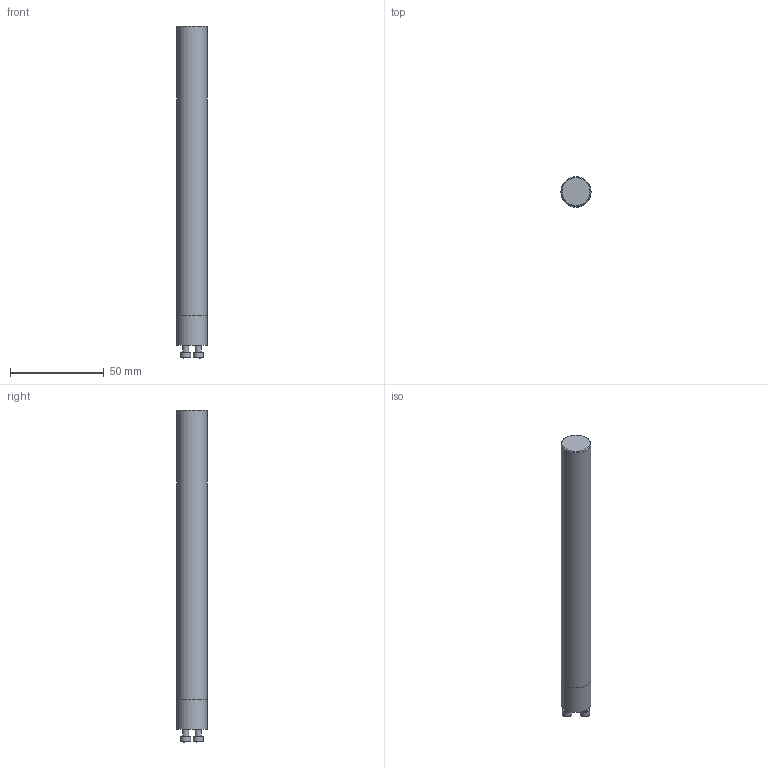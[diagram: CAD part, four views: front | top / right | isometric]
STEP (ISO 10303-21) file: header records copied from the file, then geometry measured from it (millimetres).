
FILE_DESCRIPTION(/* description */ (''),/* implementation_level */ '2;1');
FILE_NAME(/* name */ 'toolcomp_1.stp',/* time_stamp */ '2019-08-14T14:48:59+02:00',/* author */ (''),/* organization */ ('SMS'),/* preprocessor_version */ 'ST-DEVELOPER v15',/* originating_system */ 'SIEMENS PLM Software NX 8.5',/* authorisation */ '');
FILE_SCHEMA (('AUTOMOTIVE_DESIGN { 1 0 10303 214 3 1 1 1 }'));
Length unit declared in the file: millimetre
Products named in the file (1): TOOLCOMP_1
Bounding box: 16 x 16 x 176.8 mm (x, y, z)
Volume: 34270 mm3; surface area: 9433 mm2
Topology: 1 solids, 2 shells, 51 faces, 118 edges, 82 vertices
Faces by surface type: plane 31, cylinder 9, cone 8, torus 3
Full cylindrical faces by diameter (mm): 3.175 x3, 5.2 x3, 7.5 x1, 15.985 x1, 16 x1
Entity records: 1379 total; most frequent: CARTESIAN_POINT 333, DIRECTION 202, ORIENTED_EDGE 164, AXIS2_PLACEMENT_3D 83, EDGE_CURVE 82, EDGE_LOOP 80, VERTEX_POINT 68, FACE_BOUND 64
